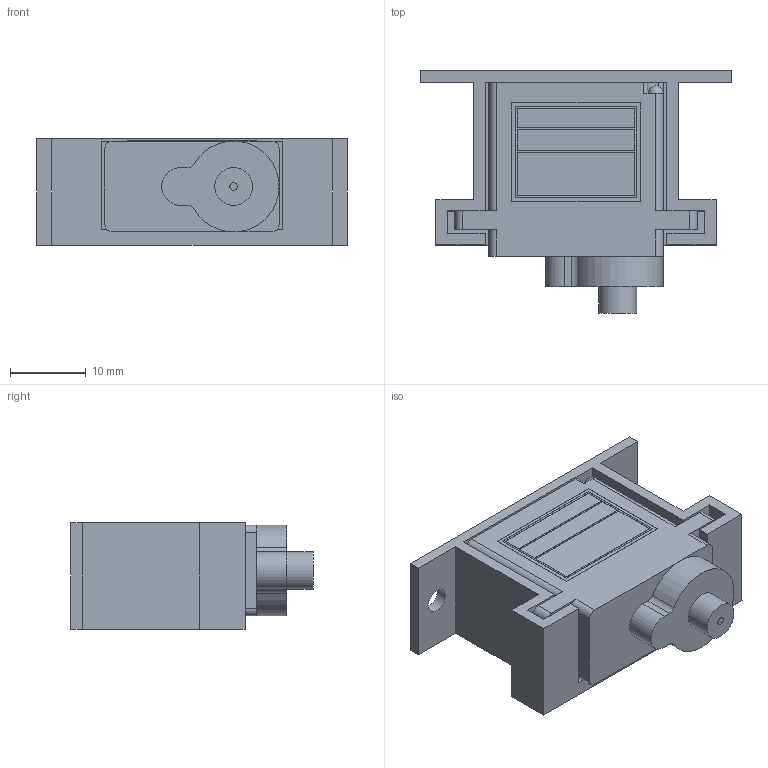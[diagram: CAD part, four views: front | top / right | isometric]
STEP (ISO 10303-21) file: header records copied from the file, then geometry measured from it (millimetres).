
FILE_DESCRIPTION(('FreeCAD Model'),'2;1');
FILE_NAME('Open CASCADE Shape Model','2026-01-20T23:46:08',(''),(''), 'Open CASCADE STEP processor 7.9','FreeCAD','Unknown');
FILE_SCHEMA(('AUTOMOTIVE_DESIGN { 1 0 10303 214 1 1 1 1 }'));
Length unit declared in the file: millimetre
Products named in the file (3): motor_case; motor_casing; sg90_motor
Assembly tree (2 placements, depth 2):
  motor_case
    motor_casing
    sg90_motor
Bounding box: 41 x 32 x 14 mm (x, y, z)
Volume: 10362.7 mm3; surface area: 6915.5 mm2
Topology: 5 solids, 5 shells, 118 faces, 751 edges, 1953 vertices
Faces by surface type: plane 87, cylinder 29, sphere 2
Full cylindrical faces by diameter (mm): 1 x2, 3.2 x2, 5 x1
Entity records: 10092 total; most frequent: CARTESIAN_POINT 2877, DIRECTION 1182, ORIENTED_EDGE 618, LINE 554, VECTOR 554, GEOMETRIC_CURVE_SET 441, TRIMMED_CURVE 438, AXIS2_PLACEMENT_3D 314
